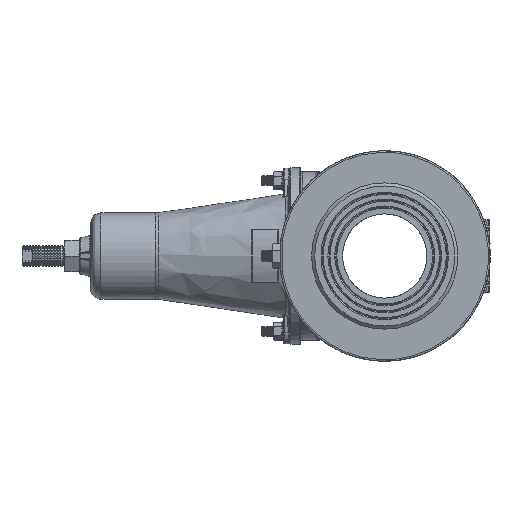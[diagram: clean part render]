
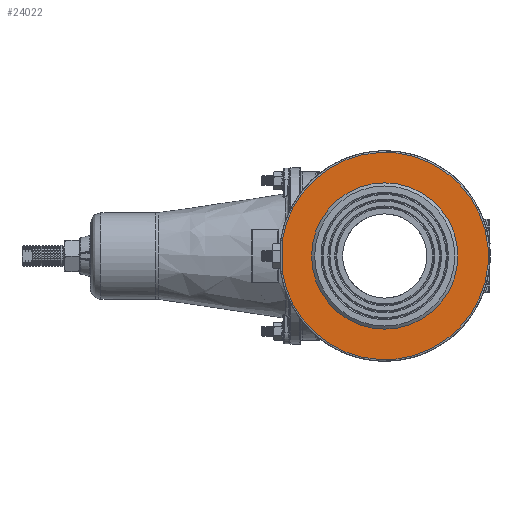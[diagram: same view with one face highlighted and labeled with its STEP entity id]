
A CAD part, left-side view. The second image highlights one B-rep face of the part: STEP entity #24022.
In plain terms, the highlighted planar face has unit normal (-1, 0, 0).
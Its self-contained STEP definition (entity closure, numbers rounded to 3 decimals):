
#981 = CARTESIAN_POINT ( 'NONE',  ( -140.007, -71.139, 370.802 ) ) ;
#3395 = VERTEX_POINT ( 'NONE', #9021 ) ;
#5305 = DIRECTION ( 'NONE',  ( 0., 0., 1. ) ) ;
#6451 = ORIENTED_EDGE ( 'NONE', *, *, #10568, .T. ) ;
#7117 = DIRECTION ( 'NONE',  ( -1., 0., 0. ) ) ;
#9021 = CARTESIAN_POINT ( 'NONE',  ( -140.007, 9.677, 383.158 ) ) ;
#9177 = AXIS2_PLACEMENT_3D ( 'NONE', #23062, #53250, #27394 ) ;
#10443 = VERTEX_POINT ( 'NONE', #39247 ) ;
#10568 = EDGE_CURVE ( 'NONE', #3395, #39545, #18892, .T. ) ;
#11619 = ORIENTED_EDGE ( 'NONE', *, *, #23011, .F. ) ;
#11924 = EDGE_LOOP ( 'NONE', ( #32991, #6451 ) ) ;
#14901 = CARTESIAN_POINT ( 'NONE',  ( -140.007, 9.677, 358.352 ) ) ;
#17842 = CIRCLE ( 'NONE', #24269, 57.685 ) ;
#18892 = LINE ( 'NONE', #14901, #41834 ) ;
#20413 = CARTESIAN_POINT ( 'NONE',  ( -140.007, 9.677, 358.446 ) ) ;
#23011 = EDGE_CURVE ( 'NONE', #10443, #10443, #17842, .T. ) ;
#23062 = CARTESIAN_POINT ( 'NONE',  ( -140.007, -13.454, 370.802 ) ) ;
#23599 = EDGE_CURVE ( 'NONE', #39545, #3395, #41997, .T. ) ;
#24022 = ADVANCED_FACE ( 'NONE', ( #50051, #28443 ), #35675, .F. ) ;
#24269 = AXIS2_PLACEMENT_3D ( 'NONE', #981, #31109, #5305 ) ;
#25767 = AXIS2_PLACEMENT_3D ( 'NONE', #32874, #7117, #37218 ) ;
#27394 = DIRECTION ( 'NONE',  ( 0., 0., 1. ) ) ;
#28443 = FACE_BOUND ( 'NONE', #46750, .T. ) ;
#31109 = DIRECTION ( 'NONE',  ( -1., 0., 0. ) ) ;
#32874 = CARTESIAN_POINT ( 'NONE',  ( -140.007, -71.139, 370.802 ) ) ;
#32991 = ORIENTED_EDGE ( 'NONE', *, *, #23599, .T. ) ;
#35675 = PLANE ( 'NONE',  #9177 ) ;
#37218 = DIRECTION ( 'NONE',  ( 0., 0., 1. ) ) ;
#39247 = CARTESIAN_POINT ( 'NONE',  ( -140.007, -71.139, 428.487 ) ) ;
#39545 = VERTEX_POINT ( 'NONE', #20413 ) ;
#41834 = VECTOR ( 'NONE', #49023, 1000. ) ;
#41997 = CIRCLE ( 'NONE', #25767, 81.755 ) ;
#46750 = EDGE_LOOP ( 'NONE', ( #11619 ) ) ;
#49023 = DIRECTION ( 'NONE',  ( 0., 0., -1. ) ) ;
#50051 = FACE_OUTER_BOUND ( 'NONE', #11924, .T. ) ;
#53250 = DIRECTION ( 'NONE',  ( 1., 0., 0. ) ) ;
